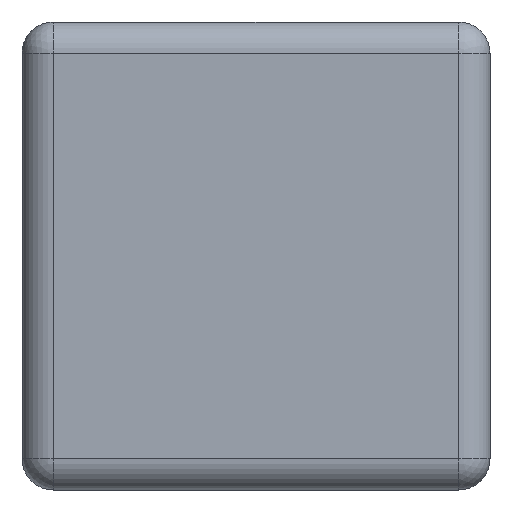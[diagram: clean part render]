
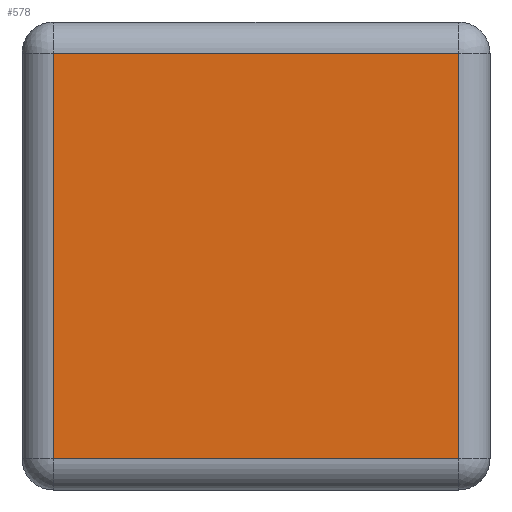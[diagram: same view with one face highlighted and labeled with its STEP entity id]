
A CAD part, front view. The second image highlights one B-rep face of the part: STEP entity #578.
In plain terms, the highlighted planar face has unit normal (0, -1, 0).
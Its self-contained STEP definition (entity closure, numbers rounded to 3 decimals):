
#27=PLANE('',#670);
#38=LINE('',#958,#70);
#41=LINE('',#970,#73);
#46=LINE('',#992,#78);
#48=LINE('',#995,#80);
#70=VECTOR('',#751,10.);
#73=VECTOR('',#764,10.);
#78=VECTOR('',#789,10.);
#80=VECTOR('',#793,10.);
#142=FACE_OUTER_BOUND('',#185,.T.);
#185=EDGE_LOOP('',(#480,#481,#482,#483));
#262=VERTEX_POINT('',#932);
#271=VERTEX_POINT('',#953);
#272=VERTEX_POINT('',#960);
#281=VERTEX_POINT('',#985);
#320=EDGE_CURVE('',#262,#271,#38,.T.);
#326=EDGE_CURVE('',#272,#262,#41,.T.);
#337=EDGE_CURVE('',#271,#281,#46,.T.);
#339=EDGE_CURVE('',#281,#272,#48,.T.);
#480=ORIENTED_EDGE('',*,*,#320,.F.);
#481=ORIENTED_EDGE('',*,*,#326,.F.);
#482=ORIENTED_EDGE('',*,*,#339,.F.);
#483=ORIENTED_EDGE('',*,*,#337,.F.);
#578=ADVANCED_FACE('',(#142),#27,.F.);
#670=AXIS2_PLACEMENT_3D('',#1032,#842,#843);
#751=DIRECTION('',(0.,0.,-1.));
#764=DIRECTION('',(1.,0.,0.));
#789=DIRECTION('',(-1.,0.,0.));
#793=DIRECTION('',(0.,0.,1.));
#842=DIRECTION('center_axis',(0.,1.,0.));
#843=DIRECTION('ref_axis',(0.,0.,1.));
#932=CARTESIAN_POINT('',(-2.,0.,-2.));
#953=CARTESIAN_POINT('',(-2.,0.,-28.));
#958=CARTESIAN_POINT('',(-2.,0.,-7.5));
#960=CARTESIAN_POINT('',(-28.,0.,-2.));
#970=CARTESIAN_POINT('',(-22.5,0.,-2.));
#985=CARTESIAN_POINT('',(-28.,0.,-28.));
#992=CARTESIAN_POINT('',(-7.5,0.,-28.));
#995=CARTESIAN_POINT('',(-28.,0.,-22.5));
#1032=CARTESIAN_POINT('Origin',(-15.,0.,-15.));
